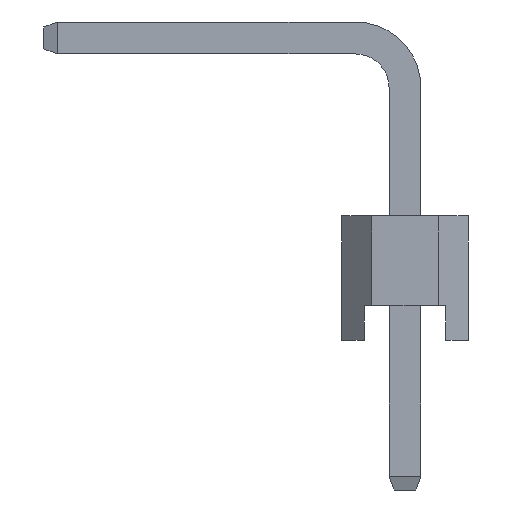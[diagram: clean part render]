
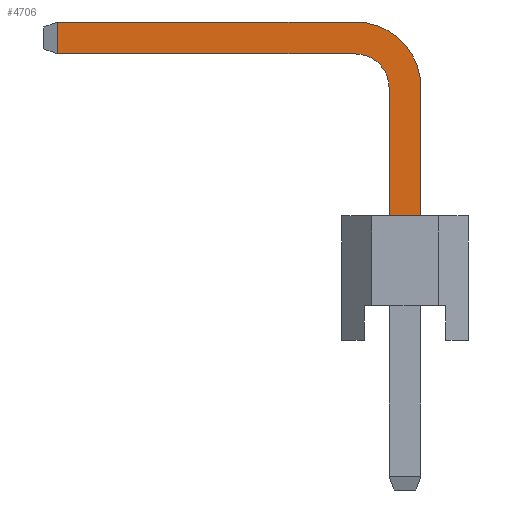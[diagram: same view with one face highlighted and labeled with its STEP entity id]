
A CAD part, left-side view. The second image highlights one B-rep face of the part: STEP entity #4706.
In plain terms, the highlighted planar face has unit normal (-1, 0, 0).
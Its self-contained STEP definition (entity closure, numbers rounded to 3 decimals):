
#4706=ADVANCED_FACE('',(#14512),#14514,.T.);
#14512=FACE_BOUND('',#14513,.T.);
#14513=EDGE_LOOP('',(#22601,#22602,#22603,#22604,#22605,#22606,#22607,#22608));
#14514=PLANE('',#14515);
#14515=AXIS2_PLACEMENT_3D('',#14516,#14517,#14518);
#14516=CARTESIAN_POINT('',(-0.32,0.32,-3.));
#14517=DIRECTION('',(-1.,0.,0.));
#14518=DIRECTION('',(0.,-1.,0.));
#22601=ORIENTED_EDGE('',*,*,#27502,.F.);
#22602=ORIENTED_EDGE('',*,*,#27503,.F.);
#22603=ORIENTED_EDGE('',*,*,#27504,.F.);
#22604=ORIENTED_EDGE('',*,*,#27491,.F.);
#22605=ORIENTED_EDGE('',*,*,#25660,.T.);
#22606=ORIENTED_EDGE('',*,*,#27501,.T.);
#22607=ORIENTED_EDGE('',*,*,#27505,.T.);
#22608=ORIENTED_EDGE('',*,*,#27506,.T.);
#25660=EDGE_CURVE('',#29066,#29070,#29072,.T.);
#27491=EDGE_CURVE('',#29066,#32147,#32148,.T.);
#27501=EDGE_CURVE('',#29070,#32163,#32165,.T.);
#27502=EDGE_CURVE('',#32166,#32167,#32168,.T.);
#27503=EDGE_CURVE('',#32169,#32166,#32170,.T.);
#27504=EDGE_CURVE('',#32147,#32169,#32171,.T.);
#27505=EDGE_CURVE('',#32163,#32172,#32173,.T.);
#27506=EDGE_CURVE('',#32172,#32167,#32174,.T.);
#29066=VERTEX_POINT('',#34770);
#29070=VERTEX_POINT('',#34778);
#29072=LINE('',#34782,#34783);
#32147=VERTEX_POINT('',#41663);
#32148=LINE('',#41664,#41665);
#32163=VERTEX_POINT('',#41699);
#32165=LINE('',#41703,#41704);
#32166=VERTEX_POINT('',#41706);
#32167=VERTEX_POINT('',#41707);
#32168=LINE('',#41708,#41709);
#32169=VERTEX_POINT('',#41711);
#32170=LINE('',#41712,#41713);
#32171=CIRCLE('',#41715,0.68);
#32172=VERTEX_POINT('',#41719);
#32173=CIRCLE('',#41720,1.32);
#32174=LINE('',#41724,#41725);
#34770=CARTESIAN_POINT('',(-0.32,0.32,2.5));
#34778=CARTESIAN_POINT('',(-0.32,-0.32,2.5));
#34782=CARTESIAN_POINT('',(-0.32,0.32,2.5));
#34783=VECTOR('',#34784,1.);
#34784=DIRECTION('',(0.,-1.,0.));
#41663=CARTESIAN_POINT('',(-0.32,0.32,5.07));
#41664=CARTESIAN_POINT('',(-0.32,0.32,2.5));
#41665=VECTOR('',#41666,1.);
#41666=DIRECTION('',(0.,0.,1.));
#41699=CARTESIAN_POINT('',(-0.32,-0.32,5.07));
#41703=CARTESIAN_POINT('',(-0.32,-0.32,2.5));
#41704=VECTOR('',#41705,1.);
#41705=DIRECTION('',(0.,0.,1.));
#41706=CARTESIAN_POINT('',(-0.32,6.975,5.75));
#41707=CARTESIAN_POINT('',(-0.32,6.975,6.39));
#41708=CARTESIAN_POINT('',(-0.32,6.975,5.75));
#41709=VECTOR('',#41710,1.);
#41710=DIRECTION('',(0.,0.,1.));
#41711=CARTESIAN_POINT('',(-0.32,1.,5.75));
#41712=CARTESIAN_POINT('',(-0.32,1.,5.75));
#41713=VECTOR('',#41714,1.);
#41714=DIRECTION('',(0.,1.,0.));
#41715=AXIS2_PLACEMENT_3D('',#41716,#41717,#41718);
#41716=CARTESIAN_POINT('',(-0.32,1.,5.07));
#41717=DIRECTION('',(-1.,-0.,0.));
#41718=DIRECTION('',(0.,-1.,0.));
#41719=CARTESIAN_POINT('',(-0.32,1.,6.39));
#41720=AXIS2_PLACEMENT_3D('',#41721,#41722,#41723);
#41721=CARTESIAN_POINT('',(-0.32,1.,5.07));
#41722=DIRECTION('',(-1.,-0.,0.));
#41723=DIRECTION('',(0.,-1.,0.));
#41724=CARTESIAN_POINT('',(-0.32,1.,6.39));
#41725=VECTOR('',#41726,1.);
#41726=DIRECTION('',(0.,1.,0.));
